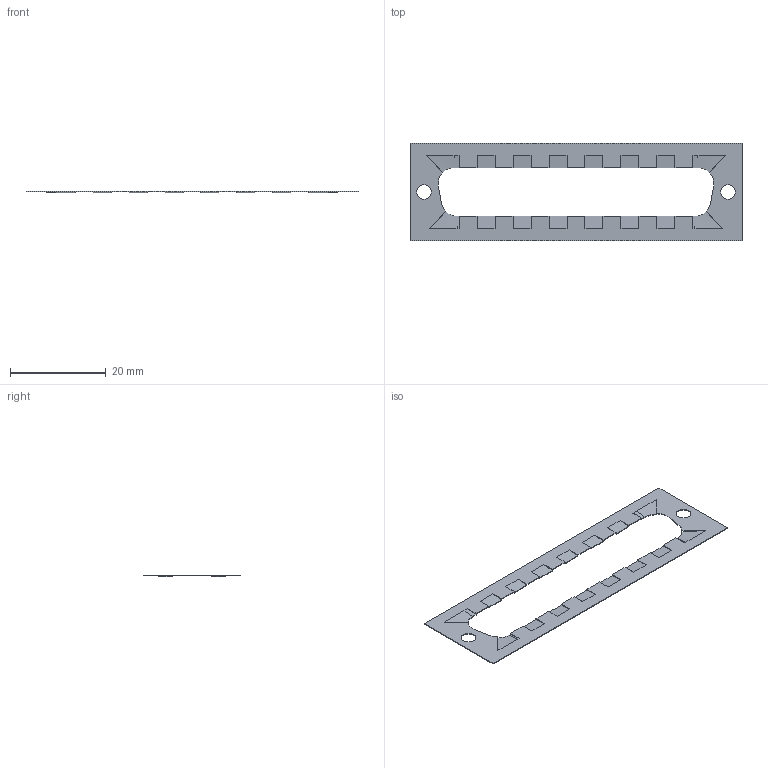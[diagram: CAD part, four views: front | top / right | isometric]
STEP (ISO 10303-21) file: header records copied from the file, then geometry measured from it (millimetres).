
FILE_DESCRIPTION((''),'2;1');
FILE_NAME('C-745777-4','2015-10-17T',('workeradm'),('Tyco Electronics Ltd.'),'CREO PARAMETRIC BY PTC INC, 2015200','CREO PARAMETRIC BY PTC INC, 2015200','');
FILE_SCHEMA(('AUTOMOTIVE_DESIGN { 1 0 10303 214 1 1 1 1 }'));
Length unit declared in the file: millimetre
Products named in the file (1): C-745777-4
Bounding box: 69.34 x 20.32 x 0.41 mm (x, y, z)
Volume: 125.8 mm3; surface area: 1720 mm2
Topology: 1 solids, 1 shells, 154 faces, 420 edges, 268 vertices
Faces by surface type: plane 134, bspline 12, cylinder 8
Entity records: 5513 total; most frequent: CARTESIAN_POINT 1628, ORIENTED_EDGE 840, DIRECTION 708, EDGE_CURVE 420, VECTOR 392, LINE 392, VERTEX_POINT 268, EDGE_LOOP 160
